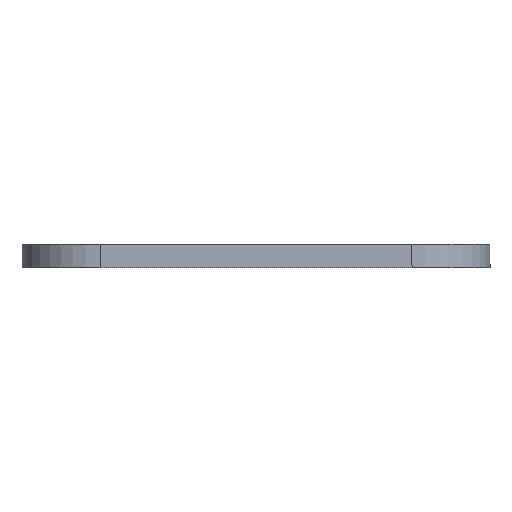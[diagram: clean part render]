
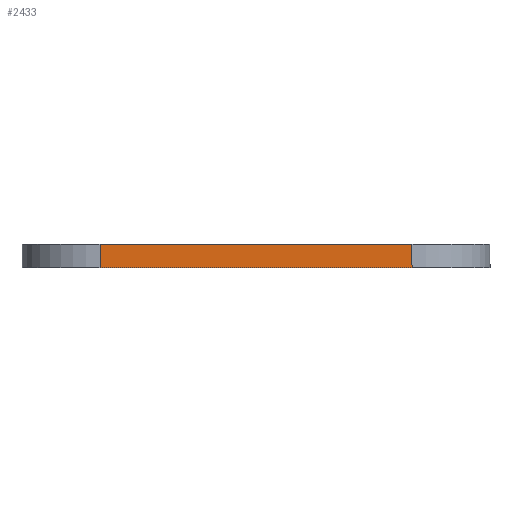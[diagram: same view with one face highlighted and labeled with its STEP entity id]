
A CAD part, front view. The second image highlights one B-rep face of the part: STEP entity #2433.
In plain terms, the highlighted planar face has unit normal (0, -1, 0).
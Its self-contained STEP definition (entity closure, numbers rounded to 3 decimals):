
#81=PLANE('',#2710);
#202=FACE_OUTER_BOUND('',#340,.T.);
#340=EDGE_LOOP('',(#2228,#2229,#2230,#2231));
#351=LINE('',#3491,#571);
#413=LINE('',#3759,#633);
#560=LINE('',#4178,#780);
#561=LINE('',#4180,#781);
#571=VECTOR('',#2739,10.);
#633=VECTOR('',#2965,10.);
#780=VECTOR('',#3450,10.);
#781=VECTOR('',#3453,10.);
#935=VERTEX_POINT('',#3488);
#936=VERTEX_POINT('',#3490);
#1059=VERTEX_POINT('',#3756);
#1060=VERTEX_POINT('',#3758);
#1176=EDGE_CURVE('',#936,#935,#351,.T.);
#1310=EDGE_CURVE('',#1059,#1060,#413,.T.);
#1520=EDGE_CURVE('',#935,#1060,#560,.T.);
#1521=EDGE_CURVE('',#936,#1059,#561,.T.);
#2228=ORIENTED_EDGE('',*,*,#1176,.T.);
#2229=ORIENTED_EDGE('',*,*,#1520,.T.);
#2230=ORIENTED_EDGE('',*,*,#1310,.F.);
#2231=ORIENTED_EDGE('',*,*,#1521,.F.);
#2433=ADVANCED_FACE('',(#202),#81,.T.);
#2710=AXIS2_PLACEMENT_3D('',#4179,#3451,#3452);
#2739=DIRECTION('',(1.,0.,0.));
#2965=DIRECTION('',(1.,0.,0.));
#3450=DIRECTION('',(0.,0.,1.));
#3451=DIRECTION('center_axis',(0.,-1.,0.));
#3452=DIRECTION('ref_axis',(1.,0.,0.));
#3453=DIRECTION('',(0.,0.,1.));
#3488=CARTESIAN_POINT('',(-40.,-240.,0.));
#3490=CARTESIAN_POINT('',(-200.,-240.,0.));
#3491=CARTESIAN_POINT('',(-200.,-240.,0.));
#3756=CARTESIAN_POINT('',(-200.,-240.,12.));
#3758=CARTESIAN_POINT('',(-40.,-240.,12.));
#3759=CARTESIAN_POINT('',(-200.,-240.,12.));
#4178=CARTESIAN_POINT('',(-40.,-240.,0.));
#4179=CARTESIAN_POINT('Origin',(-200.,-240.,0.));
#4180=CARTESIAN_POINT('',(-200.,-240.,0.));
